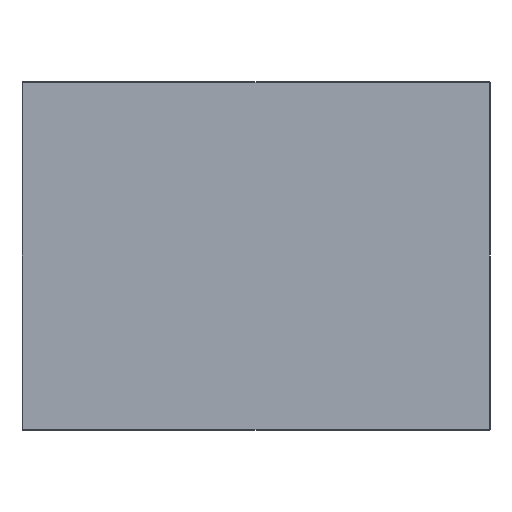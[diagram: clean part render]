
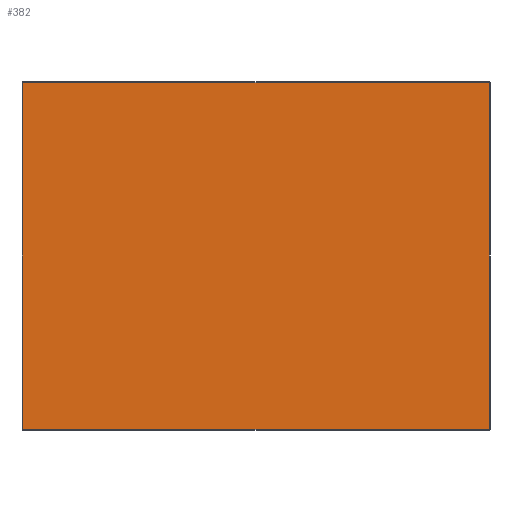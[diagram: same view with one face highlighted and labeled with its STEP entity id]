
A CAD part, front view. The second image highlights one B-rep face of the part: STEP entity #382.
In plain terms, the highlighted planar face has unit normal (0, -1, 0).
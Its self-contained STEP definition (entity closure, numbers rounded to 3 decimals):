
#3 = ORIENTED_EDGE ( 'NONE', *, *, #647, .T. ) ;
#35 = CARTESIAN_POINT ( 'NONE',  ( 0., 0., 0. ) ) ;
#45 = VERTEX_POINT ( 'NONE', #428 ) ;
#48 = DIRECTION ( 'NONE',  ( 0., 0., 1. ) ) ;
#63 = AXIS2_PLACEMENT_3D ( 'NONE', #35, #406, #84 ) ;
#72 = LINE ( 'NONE', #177, #539 ) ;
#84 = DIRECTION ( 'NONE',  ( 0., 0., 1. ) ) ;
#106 = CARTESIAN_POINT ( 'NONE',  ( 0., 0., 223. ) ) ;
#113 = EDGE_LOOP ( 'NONE', ( #496, #3, #528, #150 ) ) ;
#116 = LINE ( 'NONE', #212, #590 ) ;
#123 = VECTOR ( 'NONE', #519, 1000. ) ;
#150 = ORIENTED_EDGE ( 'NONE', *, *, #251, .T. ) ;
#177 = CARTESIAN_POINT ( 'NONE',  ( 300., 0., 0. ) ) ;
#208 = CARTESIAN_POINT ( 'NONE',  ( 300., 0., 223. ) ) ;
#212 = CARTESIAN_POINT ( 'NONE',  ( 0., 0., -223. ) ) ;
#221 = DIRECTION ( 'NONE',  ( 0., 0., -1. ) ) ;
#224 = LINE ( 'NONE', #343, #643 ) ;
#251 = EDGE_CURVE ( 'NONE', #45, #369, #224, .T. ) ;
#296 = FACE_OUTER_BOUND ( 'NONE', #113, .T. ) ;
#343 = CARTESIAN_POINT ( 'NONE',  ( -300., 0., 0. ) ) ;
#369 = VERTEX_POINT ( 'NONE', #403 ) ;
#370 = LINE ( 'NONE', #106, #123 ) ;
#382 = ADVANCED_FACE ( 'NONE', ( #296 ), #499, .F. ) ;
#403 = CARTESIAN_POINT ( 'NONE',  ( -300., 0., -223. ) ) ;
#406 = DIRECTION ( 'NONE',  ( 0., 1., 0. ) ) ;
#426 = EDGE_CURVE ( 'NONE', #450, #45, #370, .T. ) ;
#428 = CARTESIAN_POINT ( 'NONE',  ( -300., 0., 223. ) ) ;
#450 = VERTEX_POINT ( 'NONE', #208 ) ;
#466 = EDGE_CURVE ( 'NONE', #369, #599, #116, .T. ) ;
#496 = ORIENTED_EDGE ( 'NONE', *, *, #466, .T. ) ;
#499 = PLANE ( 'NONE',  #63 ) ;
#519 = DIRECTION ( 'NONE',  ( -1., 0., 0. ) ) ;
#527 = DIRECTION ( 'NONE',  ( 1., 0., 0. ) ) ;
#528 = ORIENTED_EDGE ( 'NONE', *, *, #426, .T. ) ;
#539 = VECTOR ( 'NONE', #48, 1000. ) ;
#544 = CARTESIAN_POINT ( 'NONE',  ( 300., 0., -223. ) ) ;
#590 = VECTOR ( 'NONE', #527, 1000. ) ;
#599 = VERTEX_POINT ( 'NONE', #544 ) ;
#643 = VECTOR ( 'NONE', #221, 1000. ) ;
#647 = EDGE_CURVE ( 'NONE', #599, #450, #72, .T. ) ;
